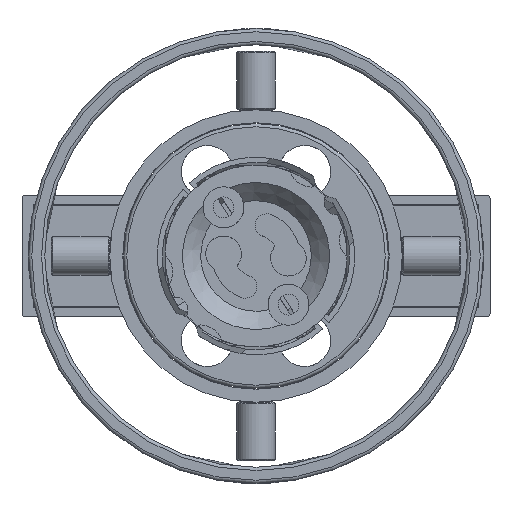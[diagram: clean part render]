
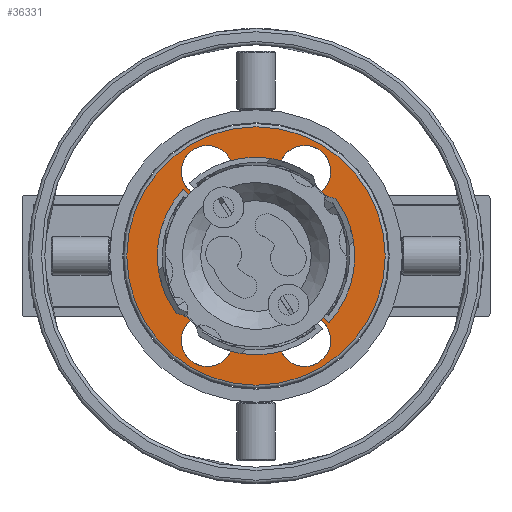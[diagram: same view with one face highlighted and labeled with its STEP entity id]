
A CAD part, front view. The second image highlights one B-rep face of the part: STEP entity #36331.
In plain terms, the highlighted planar face has unit normal (0, -1, 0).
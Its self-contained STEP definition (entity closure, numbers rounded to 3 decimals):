
#547=FACE_BOUND('',#5128,.T.);
#717=PLANE('',#38481);
#2054=CIRCLE('',#38450,19.875);
#2057=CIRCLE('',#38454,4.);
#2059=CIRCLE('',#38457,4.);
#2061=CIRCLE('',#38459,4.);
#2062=CIRCLE('',#38461,4.);
#2064=CIRCLE('',#38463,4.);
#2065=CIRCLE('',#38465,4.);
#2067=CIRCLE('',#38467,4.);
#2074=CIRCLE('',#38482,11.931);
#2075=CIRCLE('',#38483,11.931);
#2076=CIRCLE('',#38484,11.931);
#2077=CIRCLE('',#38485,11.931);
#2078=CIRCLE('',#38486,11.931);
#2079=CIRCLE('',#38487,11.931);
#3117=FACE_OUTER_BOUND('',#5127,.T.);
#5127=EDGE_LOOP('',(#25162));
#5128=EDGE_LOOP('',(#25163,#25164,#25165,#25166,#25167,#25168,#25169,#25170,
#25171,#25172,#25173,#25174,#25175,#25176,#25177,#25178,#25179));
#7265=LINE('',#52654,#11074);
#7266=LINE('',#52655,#11075);
#7267=LINE('',#52662,#11076);
#7268=LINE('',#52663,#11077);
#11074=VECTOR('',#41941,10.);
#11075=VECTOR('',#41942,10.);
#11076=VECTOR('',#41949,10.);
#11077=VECTOR('',#41950,10.);
#15492=VERTEX_POINT('',#52501);
#15494=VERTEX_POINT('',#52507);
#15495=VERTEX_POINT('',#52509);
#15496=VERTEX_POINT('',#52513);
#15497=VERTEX_POINT('',#52515);
#15498=VERTEX_POINT('',#52517);
#15499=VERTEX_POINT('',#52521);
#15500=VERTEX_POINT('',#52523);
#15501=VERTEX_POINT('',#52525);
#15502=VERTEX_POINT('',#52529);
#15503=VERTEX_POINT('',#52531);
#15504=VERTEX_POINT('',#52533);
#15517=VERTEX_POINT('',#52649);
#15518=VERTEX_POINT('',#52651);
#15519=VERTEX_POINT('',#52653);
#15520=VERTEX_POINT('',#52657);
#15521=VERTEX_POINT('',#52659);
#15522=VERTEX_POINT('',#52661);
#19203=EDGE_CURVE('',#15492,#15492,#2054,.T.);
#19207=EDGE_CURVE('',#15495,#15494,#2057,.T.);
#19210=EDGE_CURVE('',#15497,#15496,#2059,.T.);
#19212=EDGE_CURVE('',#15496,#15498,#2061,.T.);
#19214=EDGE_CURVE('',#15500,#15499,#2062,.T.);
#19216=EDGE_CURVE('',#15499,#15501,#2064,.T.);
#19218=EDGE_CURVE('',#15503,#15502,#2065,.T.);
#19220=EDGE_CURVE('',#15502,#15504,#2067,.T.);
#19240=EDGE_CURVE('',#15494,#15517,#2074,.T.);
#19241=EDGE_CURVE('',#15517,#15518,#2075,.T.);
#19242=EDGE_CURVE('',#15518,#15519,#7265,.T.);
#19243=EDGE_CURVE('',#15519,#15503,#7266,.T.);
#19244=EDGE_CURVE('',#15504,#15500,#2076,.T.);
#19245=EDGE_CURVE('',#15501,#15520,#2077,.T.);
#19246=EDGE_CURVE('',#15520,#15521,#2078,.T.);
#19247=EDGE_CURVE('',#15521,#15522,#7267,.T.);
#19248=EDGE_CURVE('',#15522,#15497,#7268,.T.);
#19249=EDGE_CURVE('',#15498,#15495,#2079,.T.);
#25162=ORIENTED_EDGE('',*,*,#19203,.F.);
#25163=ORIENTED_EDGE('',*,*,#19240,.T.);
#25164=ORIENTED_EDGE('',*,*,#19241,.T.);
#25165=ORIENTED_EDGE('',*,*,#19242,.T.);
#25166=ORIENTED_EDGE('',*,*,#19243,.T.);
#25167=ORIENTED_EDGE('',*,*,#19218,.T.);
#25168=ORIENTED_EDGE('',*,*,#19220,.T.);
#25169=ORIENTED_EDGE('',*,*,#19244,.T.);
#25170=ORIENTED_EDGE('',*,*,#19214,.T.);
#25171=ORIENTED_EDGE('',*,*,#19216,.T.);
#25172=ORIENTED_EDGE('',*,*,#19245,.T.);
#25173=ORIENTED_EDGE('',*,*,#19246,.T.);
#25174=ORIENTED_EDGE('',*,*,#19247,.T.);
#25175=ORIENTED_EDGE('',*,*,#19248,.T.);
#25176=ORIENTED_EDGE('',*,*,#19210,.T.);
#25177=ORIENTED_EDGE('',*,*,#19212,.T.);
#25178=ORIENTED_EDGE('',*,*,#19249,.T.);
#25179=ORIENTED_EDGE('',*,*,#19207,.T.);
#36331=ADVANCED_FACE('',(#3117,#547),#717,.F.);
#38450=AXIS2_PLACEMENT_3D('',#52502,#41862,#41863);
#38454=AXIS2_PLACEMENT_3D('',#52510,#41871,#41872);
#38457=AXIS2_PLACEMENT_3D('',#52516,#41878,#41879);
#38459=AXIS2_PLACEMENT_3D('',#52519,#41882,#41883);
#38461=AXIS2_PLACEMENT_3D('',#52524,#41887,#41888);
#38463=AXIS2_PLACEMENT_3D('',#52527,#41891,#41892);
#38465=AXIS2_PLACEMENT_3D('',#52532,#41896,#41897);
#38467=AXIS2_PLACEMENT_3D('',#52535,#41900,#41901);
#38481=AXIS2_PLACEMENT_3D('',#52648,#41935,#41936);
#38482=AXIS2_PLACEMENT_3D('',#52650,#41937,#41938);
#38483=AXIS2_PLACEMENT_3D('',#52652,#41939,#41940);
#38484=AXIS2_PLACEMENT_3D('',#52656,#41943,#41944);
#38485=AXIS2_PLACEMENT_3D('',#52658,#41945,#41946);
#38486=AXIS2_PLACEMENT_3D('',#52660,#41947,#41948);
#38487=AXIS2_PLACEMENT_3D('',#52664,#41951,#41952);
#41862=DIRECTION('center_axis',(0.,1.,0.));
#41863=DIRECTION('ref_axis',(0.,0.,
1.));
#41871=DIRECTION('center_axis',(0.,1.,0.));
#41872=DIRECTION('ref_axis',(0.,0.,
1.));
#41878=DIRECTION('center_axis',(0.,1.,0.));
#41879=DIRECTION('ref_axis',(0.,0.,
1.));
#41882=DIRECTION('center_axis',(0.,1.,0.));
#41883=DIRECTION('ref_axis',(0.,0.,
1.));
#41887=DIRECTION('center_axis',(0.,1.,0.));
#41888=DIRECTION('ref_axis',(0.,0.,
1.));
#41891=DIRECTION('center_axis',(0.,1.,0.));
#41892=DIRECTION('ref_axis',(0.,0.,
1.));
#41896=DIRECTION('center_axis',(0.,1.,0.));
#41897=DIRECTION('ref_axis',(0.,0.,
1.));
#41900=DIRECTION('center_axis',(0.,1.,0.));
#41901=DIRECTION('ref_axis',(0.,0.,
1.));
#41935=DIRECTION('center_axis',(0.,1.,0.));
#41936=DIRECTION('ref_axis',(-1.,0.,0.));
#41937=DIRECTION('center_axis',(0.,1.,0.));
#41938=DIRECTION('ref_axis',(-0.999,0.,0.045));
#41939=DIRECTION('center_axis',(0.,1.,0.));
#41940=DIRECTION('ref_axis',(-0.001,0.,
1.));
#41941=DIRECTION('',(-0.707,0.,0.707));
#41942=DIRECTION('',(-0.707,0.,-0.707));
#41943=DIRECTION('center_axis',(0.,1.,0.));
#41944=DIRECTION('ref_axis',(0.976,0.,-0.216));
#41945=DIRECTION('center_axis',(0.,1.,0.));
#41946=DIRECTION('ref_axis',(0.976,0.,-0.216));
#41947=DIRECTION('center_axis',(0.,1.,0.));
#41948=DIRECTION('ref_axis',(-0.086,0.,
-0.996));
#41949=DIRECTION('',(0.707,0.,-0.707));
#41950=DIRECTION('',(0.707,0.,0.707));
#41951=DIRECTION('center_axis',(0.,1.,0.));
#41952=DIRECTION('ref_axis',(-0.999,0.,0.045));
#52501=CARTESIAN_POINT('',(-19.875,-115.35,0.));
#52502=CARTESIAN_POINT('Origin',(0.,-115.35,0.));
#52507=CARTESIAN_POINT('',(7.818,-115.35,9.013));
#52509=CARTESIAN_POINT('',(3.889,-115.35,11.279));
#52510=CARTESIAN_POINT('Origin',(7.5,-115.35,13.));
#52513=CARTESIAN_POINT('',(-7.5,-115.35,9.));
#52515=CARTESIAN_POINT('',(-6.638,-115.35,9.094));
#52516=CARTESIAN_POINT('Origin',(-7.5,-115.35,13.));
#52517=CARTESIAN_POINT('',(-3.889,-115.35,11.279));
#52519=CARTESIAN_POINT('Origin',(-7.5,-115.35,13.));
#52521=CARTESIAN_POINT('',(-7.5,-115.35,-17.));
#52523=CARTESIAN_POINT('',(-3.889,-115.35,-11.28));
#52524=CARTESIAN_POINT('Origin',(-7.5,-115.35,-13.));
#52525=CARTESIAN_POINT('',(-7.818,-115.35,-9.013));
#52527=CARTESIAN_POINT('Origin',(-7.5,-115.35,-13.));
#52529=CARTESIAN_POINT('',(7.5,-115.35,-17.));
#52531=CARTESIAN_POINT('',(6.638,-115.35,-9.094));
#52532=CARTESIAN_POINT('Origin',(7.5,-115.35,-13.));
#52533=CARTESIAN_POINT('',(3.889,-115.35,-11.28));
#52535=CARTESIAN_POINT('Origin',(7.5,-115.35,-13.));
#52648=CARTESIAN_POINT('Origin',(0.,-115.35,0.));
#52649=CARTESIAN_POINT('',(8.796,-115.35,8.06));
#52650=CARTESIAN_POINT('Origin',(0.,-115.35,0.));
#52651=CARTESIAN_POINT('',(9.583,-115.35,-7.108));
#52652=CARTESIAN_POINT('Origin',(0.,-115.35,0.));
#52653=CARTESIAN_POINT('',(9.103,-115.35,-6.629));
#52654=CARTESIAN_POINT('',(5.501,-115.35,-3.027));
#52655=CARTESIAN_POINT('',(7.866,-115.35,-7.866));
#52656=CARTESIAN_POINT('Origin',(0.,-115.35,0.));
#52657=CARTESIAN_POINT('',(-10.063,-115.35,-6.411));
#52658=CARTESIAN_POINT('Origin',(0.,-115.35,0.));
#52659=CARTESIAN_POINT('',(-9.583,-115.35,7.108));
#52660=CARTESIAN_POINT('Origin',(0.,-115.35,0.));
#52661=CARTESIAN_POINT('',(-9.104,-115.35,6.628));
#52662=CARTESIAN_POINT('',(-5.502,-115.35,3.026));
#52663=CARTESIAN_POINT('',(-7.866,-115.35,7.866));
#52664=CARTESIAN_POINT('Origin',(0.,-115.35,0.));
